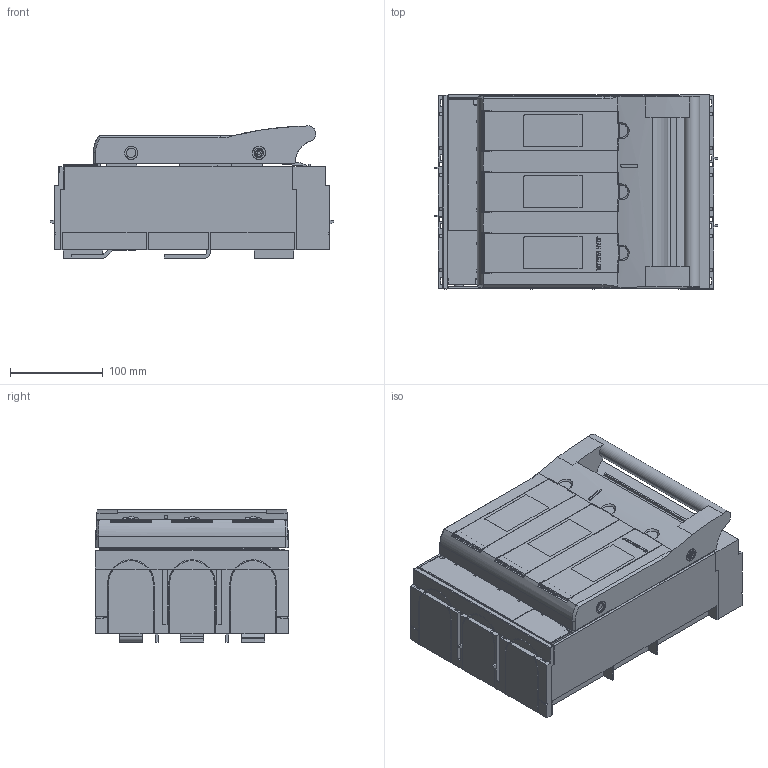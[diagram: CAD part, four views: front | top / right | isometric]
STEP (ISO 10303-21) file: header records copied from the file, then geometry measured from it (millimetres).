
FILE_DESCRIPTION(('CATIA V5 STEP'),'2;1');
FILE_NAME('T0618_L_KETO-2-3_100_Au_F.stp','2015-02-17T10:47:00+00:00',('none'),('Jean Müller GmbH'),'CATIA Version 5 Release 19 SP 9 (IN-10)','CATIA V5 STEP AP214','none');
FILE_SCHEMA(('AUTOMOTIVE_DESIGN { 1 0 10303 214 1 1 1 1 }'));
Products named in the file (13): T0618_L_KETO-2-3/100/Au/F; 34204_L_Frontplatte Gr2_3-polig; 34236_L01_Schutzabdeckung oben Gr2_3-polig; 34237_L_Schutzabdeckung unten Gr2_3-polig; 34208_L01_Scheibe Gr1; 34235_01_L_Trennergehaeuse Gr2-3-polig_Sa-Schi--100mm; 158641_Anschlusslasche Gr. 2; 158701_Anschlusswinkel L3; 43730_Abstuetzung; 158681_Verbindungswinkel L1; 158682_Verbindungswinkel L2; 158683_Verbindungswinkel L3; 34208_L_Scheibe Gr.1
Assembly tree (15 placements, depth 2):
  T0618_L_KETO-2-3/100/Au/F
    34204_L_Frontplatte Gr2_3-polig
    34236_L01_Schutzabdeckung oben Gr2_3-polig
    34237_L_Schutzabdeckung unten Gr2_3-polig
    34208_L01_Scheibe Gr1
    34235_01_L_Trennergehaeuse Gr2-3-polig_Sa-Schi--100mm
    158641_Anschlusslasche Gr. 2  x2
    158701_Anschlusswinkel L3
    43730_Abstuetzung  x2
    158681_Verbindungswinkel L1
    158682_Verbindungswinkel L2
    158683_Verbindungswinkel L3
    34208_L_Scheibe Gr.1  x2
Bounding box: 306.2 x 209.5 x 143.05 mm (x, y, z)
Volume: 2211861.6 mm3; surface area: 844563.3 mm2
Topology: 15 solids, 16 shells, 1959 faces, 5870 edges, 3869 vertices
Faces by surface type: plane 1403, cylinder 414, bspline 79, cone 45, torus 10, sphere 8
Entity records: 67063 total; most frequent: CARTESIAN_POINT 16283, ORIENTED_EDGE 11294, DIRECTION 7442, EDGE_CURVE 5647, VECTOR 4398, LINE 4398, VERTEX_POINT 3723, EDGE_LOOP 2048
